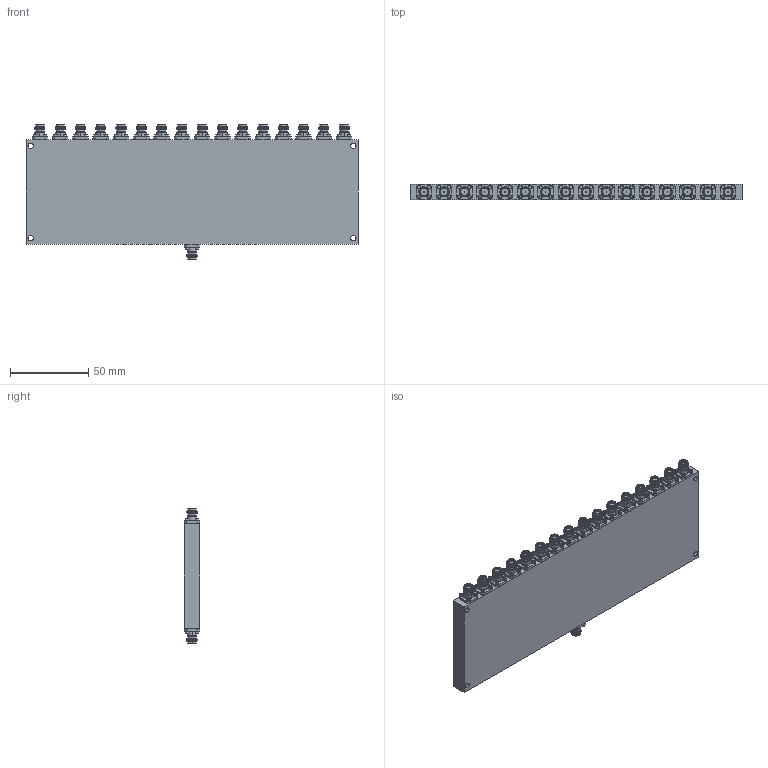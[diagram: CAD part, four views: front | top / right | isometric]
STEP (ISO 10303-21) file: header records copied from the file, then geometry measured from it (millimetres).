
FILE_DESCRIPTION (( 'STEP AP203' ), '1' );
FILE_NAME ('SCS-0632733015-SFSF-162.STEP', '2019-07-29T23:38:34', ( '' ), ( '' ), 'SwSTEP 2.0', 'SolidWorks 2016', '' );
FILE_SCHEMA (( 'CONFIG_CONTROL_DESIGN' ));
Products named in the file (1): SCS-0632733015-SFSF-162
Bounding box: 212.09 x 9.91 x 85.85 mm (x, y, z)
Volume: 146330.5 mm3; surface area: 44641.4 mm2
Topology: 86 solids, 86 shells, 1918 faces, 4405 edges, 2880 vertices
Faces by surface type: plane 958, cylinder 756, cone 136, torus 34, bspline 34
Entity records: 70860 total; most frequent: CARTESIAN_POINT 26969, DIRECTION 9126, ORIENTED_EDGE 8810, EDGE_CURVE 4405, AXIS2_PLACEMENT_3D 3295, VERTEX_POINT 2880, VECTOR 2536, LINE 2536
